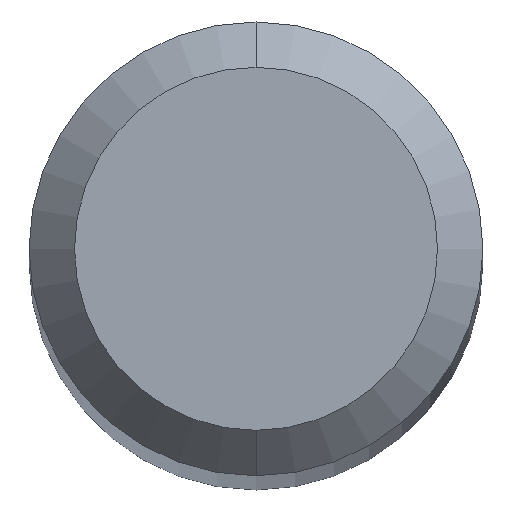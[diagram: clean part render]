
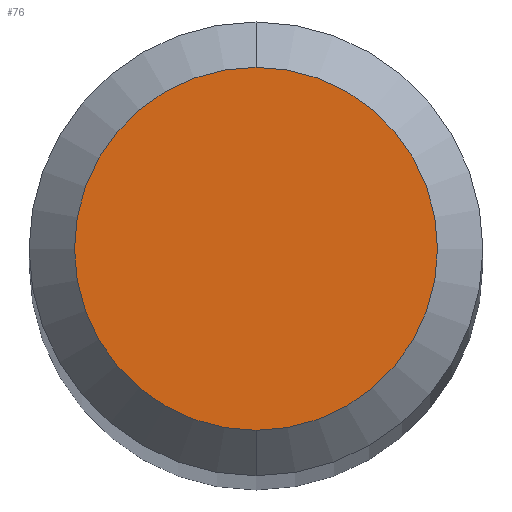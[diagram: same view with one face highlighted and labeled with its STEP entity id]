
A CAD part, top view. The second image highlights one B-rep face of the part: STEP entity #76.
In plain terms, the highlighted planar face has unit normal (0, 0, 1).
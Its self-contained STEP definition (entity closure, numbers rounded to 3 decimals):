
#7 = ORIENTED_EDGE ( 'NONE', *, *, #205, .T. ) ;
#23 = DIRECTION ( 'NONE',  ( 0., 0., 1. ) ) ;
#25 = EDGE_CURVE ( 'NONE', #159, #95, #51, .T. ) ;
#37 = DIRECTION ( 'NONE',  ( 0., 1., 0. ) ) ;
#39 = PLANE ( 'NONE',  #75 ) ;
#41 = ORIENTED_EDGE ( 'NONE', *, *, #25, .T. ) ;
#51 = CIRCLE ( 'NONE', #136, 2.042 ) ;
#53 = FACE_OUTER_BOUND ( 'NONE', #59, .T. ) ;
#59 = EDGE_LOOP ( 'NONE', ( #7, #41 ) ) ;
#75 = AXIS2_PLACEMENT_3D ( 'NONE', #149, #133, #37 ) ;
#76 = ADVANCED_FACE ( 'NONE', ( #53 ), #39, .F. ) ;
#86 = AXIS2_PLACEMENT_3D ( 'NONE', #145, #162, #143 ) ;
#95 = VERTEX_POINT ( 'NONE', #201 ) ;
#115 = CARTESIAN_POINT ( 'NONE',  ( 0., 0., 0. ) ) ;
#133 = DIRECTION ( 'NONE',  ( 0., 0., -1. ) ) ;
#136 = AXIS2_PLACEMENT_3D ( 'NONE', #115, #23, #157 ) ;
#143 = DIRECTION ( 'NONE',  ( 0., 1., 0. ) ) ;
#145 = CARTESIAN_POINT ( 'NONE',  ( 0., 0., 0. ) ) ;
#149 = CARTESIAN_POINT ( 'NONE',  ( 0., 2.553, 0. ) ) ;
#157 = DIRECTION ( 'NONE',  ( 0., 1., 0. ) ) ;
#159 = VERTEX_POINT ( 'NONE', #195 ) ;
#162 = DIRECTION ( 'NONE',  ( 0., 0., 1. ) ) ;
#195 = CARTESIAN_POINT ( 'NONE',  ( 0., -2.042, 0. ) ) ;
#201 = CARTESIAN_POINT ( 'NONE',  ( 0., 2.042, 0. ) ) ;
#205 = EDGE_CURVE ( 'NONE', #95, #159, #209, .T. ) ;
#209 = CIRCLE ( 'NONE', #86, 2.042 ) ;
